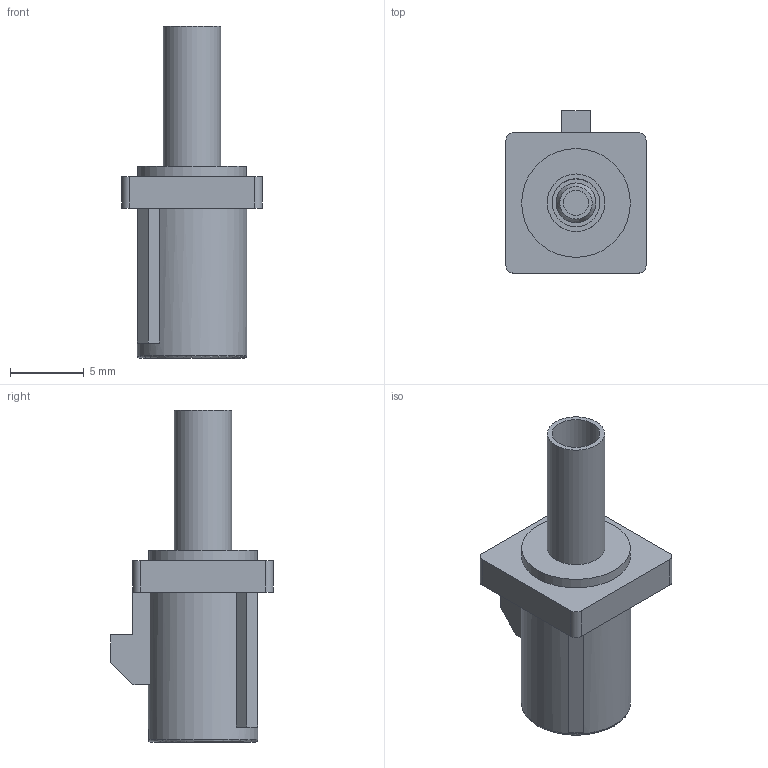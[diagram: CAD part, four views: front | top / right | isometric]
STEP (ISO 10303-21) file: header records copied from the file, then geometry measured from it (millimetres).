
FILE_DESCRIPTION (( 'STEP AP203' ), '1' );
FILE_NAME ('PE45404- ¦ FMCN1349-.step', '2019-10-30T15:36:28', ( '' ), ( '' ), 'SwSTEP 2.0', 'SolidWorks 2018', '' );
FILE_SCHEMA (( 'CONFIG_CONTROL_DESIGN' ));
Length unit declared in the file: inch
Products named in the file (1): PE45404- ｦ FMCN1349-
Bounding box: 9.5 x 11 x 22.5 mm (x, y, z)
Volume: 536.3 mm3; surface area: 1137.5 mm2
Topology: 3 solids, 3 shells, 63 faces, 136 edges, 88 vertices
Faces by surface type: plane 34, cylinder 20, cone 6, torus 3
Full cylindrical faces by diameter (mm): 0.48 x1, 0.5 x1, 0.6 x1, 0.94 x1, 1.02 x1, 1.2 x1, 1.7 x1, 2.032 x1, 2.7 x1, 3.073 x1, 3.25 x1, 3.302 x1, 3.9 x1, 6.401 x1, 7.366 x1, 7.417 x1
Entity records: 1676 total; most frequent: CARTESIAN_POINT 297, DIRECTION 283, ORIENTED_EDGE 214, AXIS2_PLACEMENT_3D 114, EDGE_CURVE 107, EDGE_LOOP 101, VERTEX_POINT 84, FACE_OUTER_BOUND 82
